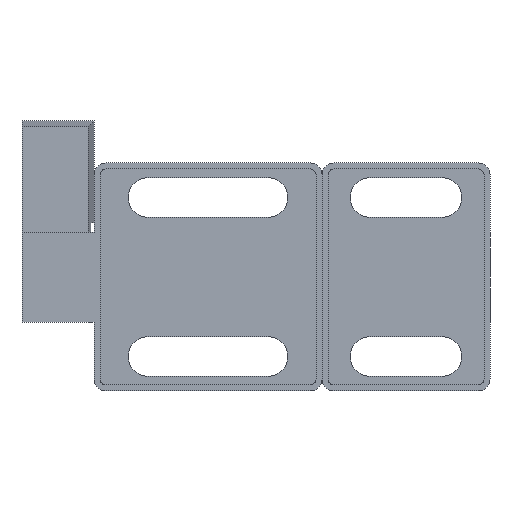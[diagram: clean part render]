
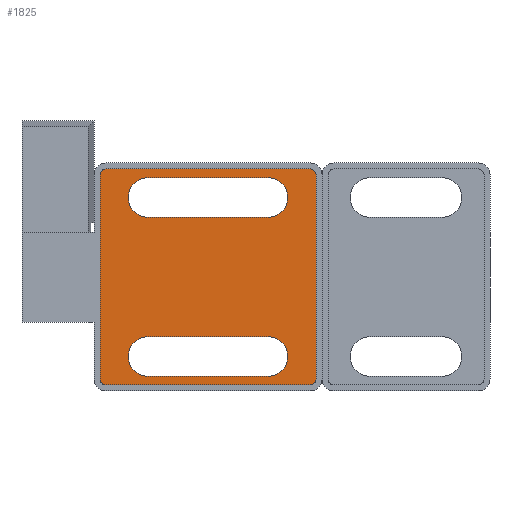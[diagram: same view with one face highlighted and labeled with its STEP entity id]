
A CAD part, front view. The second image highlights one B-rep face of the part: STEP entity #1825.
In plain terms, the highlighted planar face has unit normal (0, -1, 0).
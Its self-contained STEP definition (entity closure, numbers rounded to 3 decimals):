
#838=DIRECTION('',(1.,0.,0.));
#839=VECTOR('',#838,20.);
#840=CARTESIAN_POINT('',(-29.,1.8,16.55));
#841=LINE('',#840,#839);
#852=CARTESIAN_POINT('',(-2.,1.8,17.));
#853=DIRECTION('',(0.,-1.,0.));
#854=DIRECTION('',(1.,0.,0.));
#855=AXIS2_PLACEMENT_3D('',#852,#853,#854);
#860=DIRECTION('',(0.,0.,1.));
#861=VECTOR('',#860,34.);
#862=CARTESIAN_POINT('',(-1.,1.8,-17.));
#863=LINE('',#862,#861);
#867=CARTESIAN_POINT('',(-2.,1.8,-17.));
#868=DIRECTION('',(0.,-1.,0.));
#869=DIRECTION('',(0.,0.,-1.));
#870=AXIS2_PLACEMENT_3D('',#867,#868,#869);
#875=DIRECTION('',(1.,0.,0.));
#876=VECTOR('',#875,34.);
#877=CARTESIAN_POINT('',(-36.,1.8,-18.));
#878=LINE('',#877,#876);
#882=CARTESIAN_POINT('',(-36.,1.8,-17.));
#883=DIRECTION('',(0.,-1.,0.));
#884=DIRECTION('',(-1.,0.,0.));
#885=AXIS2_PLACEMENT_3D('',#882,#883,#884);
#890=CARTESIAN_POINT('',(-36.,1.8,17.));
#891=DIRECTION('',(0.,-1.,0.));
#892=DIRECTION('',(0.,0.,1.));
#893=AXIS2_PLACEMENT_3D('',#890,#891,#892);
#898=DIRECTION('',(-1.,0.,0.));
#899=VECTOR('',#898,34.);
#900=CARTESIAN_POINT('',(-2.,1.8,18.));
#901=LINE('',#900,#899);
#940=DIRECTION('',(0.,0.,-1.));
#941=VECTOR('',#940,34.);
#942=CARTESIAN_POINT('',(-37.,1.8,17.));
#943=LINE('',#942,#941);
#975=CARTESIAN_POINT('',(-29.,1.8,13.25));
#976=DIRECTION('',(0.,1.,0.));
#977=DIRECTION('',(0.,0.,-1.));
#978=AXIS2_PLACEMENT_3D('',#975,#976,#977);
#990=DIRECTION('',(-1.,0.,0.));
#991=VECTOR('',#990,20.);
#992=CARTESIAN_POINT('',(-9.,1.8,9.95));
#993=LINE('',#992,#991);
#1004=CARTESIAN_POINT('',(-9.,1.8,13.25));
#1005=DIRECTION('',(0.,1.,0.));
#1006=DIRECTION('',(0.,0.,1.));
#1007=AXIS2_PLACEMENT_3D('',#1004,#1005,#1006);
#1019=CARTESIAN_POINT('',(-29.,1.8,-13.25));
#1020=DIRECTION('',(0.,1.,0.));
#1021=DIRECTION('',(0.,0.,-1.));
#1022=AXIS2_PLACEMENT_3D('',#1019,#1020,#1021);
#1034=DIRECTION('',(1.,0.,0.));
#1035=VECTOR('',#1034,20.);
#1036=CARTESIAN_POINT('',(-29.,1.8,-9.95));
#1037=LINE('',#1036,#1035);
#1048=CARTESIAN_POINT('',(-9.,1.8,-13.25));
#1049=DIRECTION('',(0.,1.,0.));
#1050=DIRECTION('',(0.,0.,1.));
#1051=AXIS2_PLACEMENT_3D('',#1048,#1049,#1050);
#1063=DIRECTION('',(-1.,0.,0.));
#1064=VECTOR('',#1063,20.);
#1065=CARTESIAN_POINT('',(-9.,1.8,-16.55));
#1066=LINE('',#1065,#1064);
#1441=CARTESIAN_POINT('',(-1.,1.8,17.));
#1442=CARTESIAN_POINT('',(-2.,1.8,18.));
#1443=VERTEX_POINT('',#1441);
#1444=VERTEX_POINT('',#1442);
#1445=CARTESIAN_POINT('',(-36.,1.8,18.));
#1446=VERTEX_POINT('',#1445);
#1447=CARTESIAN_POINT('',(-37.,1.8,17.));
#1448=VERTEX_POINT('',#1447);
#1449=CARTESIAN_POINT('',(-37.,1.8,-17.));
#1450=CARTESIAN_POINT('',(-36.,1.8,-18.));
#1451=VERTEX_POINT('',#1449);
#1452=VERTEX_POINT('',#1450);
#1453=CARTESIAN_POINT('',(-2.,1.8,-18.));
#1454=VERTEX_POINT('',#1453);
#1455=CARTESIAN_POINT('',(-1.,1.8,-17.));
#1456=VERTEX_POINT('',#1455);
#1473=CARTESIAN_POINT('',(-29.,1.8,16.55));
#1474=CARTESIAN_POINT('',(-9.,1.8,16.55));
#1475=VERTEX_POINT('',#1473);
#1476=VERTEX_POINT('',#1474);
#1477=CARTESIAN_POINT('',(-9.,1.8,9.95));
#1478=VERTEX_POINT('',#1477);
#1479=CARTESIAN_POINT('',(-29.,1.8,9.95));
#1480=VERTEX_POINT('',#1479);
#1481=CARTESIAN_POINT('',(-29.,1.8,-16.55));
#1482=CARTESIAN_POINT('',(-29.,1.8,-9.95));
#1483=VERTEX_POINT('',#1481);
#1484=VERTEX_POINT('',#1482);
#1485=CARTESIAN_POINT('',(-9.,1.8,-9.95));
#1486=VERTEX_POINT('',#1485);
#1487=CARTESIAN_POINT('',(-9.,1.8,-16.55));
#1488=VERTEX_POINT('',#1487);
#1783=CARTESIAN_POINT('',(0.,1.8,0.));
#1784=DIRECTION('',(0.,-1.,0.));
#1785=DIRECTION('',(1.,0.,0.));
#1786=AXIS2_PLACEMENT_3D('',#1783,#1784,#1785);
#1787=PLANE('',#1786);
#1789=ORIENTED_EDGE('',*,*,#1788,.F.);
#1791=ORIENTED_EDGE('',*,*,#1790,.F.);
#1793=ORIENTED_EDGE('',*,*,#1792,.F.);
#1795=ORIENTED_EDGE('',*,*,#1794,.F.);
#1797=ORIENTED_EDGE('',*,*,#1796,.F.);
#1799=ORIENTED_EDGE('',*,*,#1798,.F.);
#1801=ORIENTED_EDGE('',*,*,#1800,.F.);
#1803=ORIENTED_EDGE('',*,*,#1802,.F.);
#1804=EDGE_LOOP('',(#1789,#1791,#1793,#1795,#1797,#1799,#1801,#1803));
#1805=FACE_OUTER_BOUND('',#1804,.F.);
#1806=ORIENTED_EDGE('',*,*,#1773,.F.);
#1808=ORIENTED_EDGE('',*,*,#1807,.F.);
#1810=ORIENTED_EDGE('',*,*,#1809,.F.);
#1812=ORIENTED_EDGE('',*,*,#1811,.F.);
#1813=EDGE_LOOP('',(#1806,#1808,#1810,#1812));
#1814=FACE_BOUND('',#1813,.F.);
#1816=ORIENTED_EDGE('',*,*,#1815,.F.);
#1818=ORIENTED_EDGE('',*,*,#1817,.F.);
#1820=ORIENTED_EDGE('',*,*,#1819,.F.);
#1822=ORIENTED_EDGE('',*,*,#1821,.F.);
#1823=EDGE_LOOP('',(#1816,#1818,#1820,#1822));
#1824=FACE_BOUND('',#1823,.F.);
#856=CIRCLE('',#855,1.);
#871=CIRCLE('',#870,1.);
#886=CIRCLE('',#885,1.);
#894=CIRCLE('',#893,1.);
#979=CIRCLE('',#978,3.3);
#1008=CIRCLE('',#1007,3.3);
#1023=CIRCLE('',#1022,3.3);
#1052=CIRCLE('',#1051,3.3);
#1773=EDGE_CURVE('',#1475,#1476,#841,.T.);
#1788=EDGE_CURVE('',#1443,#1444,#856,.T.);
#1790=EDGE_CURVE('',#1456,#1443,#863,.T.);
#1792=EDGE_CURVE('',#1454,#1456,#871,.T.);
#1794=EDGE_CURVE('',#1452,#1454,#878,.T.);
#1796=EDGE_CURVE('',#1451,#1452,#886,.T.);
#1798=EDGE_CURVE('',#1448,#1451,#943,.T.);
#1800=EDGE_CURVE('',#1446,#1448,#894,.T.);
#1802=EDGE_CURVE('',#1444,#1446,#901,.T.);
#1807=EDGE_CURVE('',#1480,#1475,#979,.T.);
#1809=EDGE_CURVE('',#1478,#1480,#993,.T.);
#1811=EDGE_CURVE('',#1476,#1478,#1008,.T.);
#1815=EDGE_CURVE('',#1483,#1484,#1023,.T.);
#1817=EDGE_CURVE('',#1488,#1483,#1066,.T.);
#1819=EDGE_CURVE('',#1486,#1488,#1052,.T.);
#1821=EDGE_CURVE('',#1484,#1486,#1037,.T.);
#1825=ADVANCED_FACE('',(#1805,#1814,#1824),#1787,.T.);
